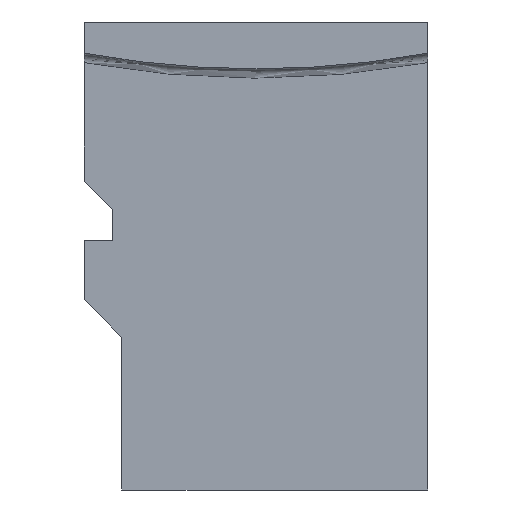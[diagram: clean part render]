
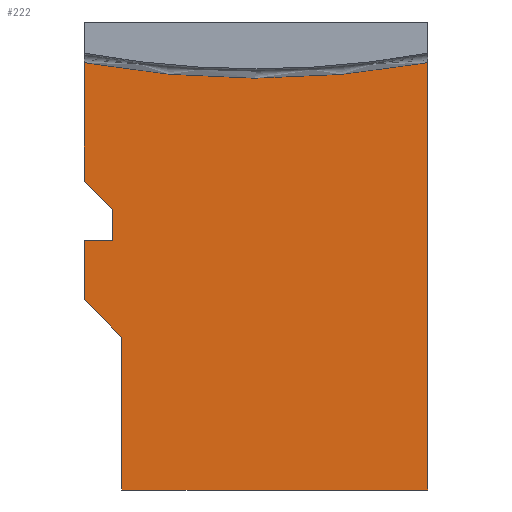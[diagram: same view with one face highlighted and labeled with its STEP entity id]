
A CAD part, front view. The second image highlights one B-rep face of the part: STEP entity #222.
In plain terms, the highlighted planar face has unit normal (0, -1, 0).
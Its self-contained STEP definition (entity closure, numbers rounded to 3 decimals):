
#8 = VECTOR ( 'NONE', #174, 1000. ) ;
#14 = FACE_OUTER_BOUND ( 'NONE', #278, .T. ) ;
#17 = CARTESIAN_POINT ( 'NONE',  ( 2.737, 0., 5.822 ) ) ;
#24 = VECTOR ( 'NONE', #130, 1000. ) ;
#28 = CARTESIAN_POINT ( 'NONE',  ( -1.152, 0., 5.72 ) ) ;
#31 = CARTESIAN_POINT ( 'NONE',  ( -5.5, 0., -1.4 ) ) ;
#44 = VECTOR ( 'NONE', #379, 1000. ) ;
#50 = VECTOR ( 'NONE', #65, 1000. ) ;
#51 = LINE ( 'NONE', #465, #371 ) ;
#55 = B_SPLINE_CURVE_WITH_KNOTS ( 'NONE', 3,
 ( #525, #353, #79, #165, #309, #28, #481, #343, #255, #391, #118, #84, #528, #432, #301, #306, #214, #350, #572, #396, #74, #167, #483, #254, #215, #302, #574, #532, #552, #287, #246, #510, #380, #508, #112, #558, #290, #17, #241, #110, #420, #153 ),
 .UNSPECIFIED., .F., .F.,
 ( 4, 2, 2, 1, 1, 1, 1, 1, 1, 1, 2, 2, 2, 2, 2, 1, 1, 1, 1, 2, 2, 2, 1, 1, 1, 2, 2, 4 ),
 ( 0., 0.25, 0.375, 0.438, 0.469, 0.484, 0.492, 0.496, 0.498, 0.499, 0.5, 0.5, 0.563, 0.594, 0.609, 0.617, 0.621, 0.623, 0.624, 0.625, 0.625, 0.688, 0.719, 0.734, 0.742, 0.746, 0.75, 1. ),
 .UNSPECIFIED. ) ;
#56 = ORIENTED_EDGE ( 'NONE', *, *, #261, .F. ) ;
#59 = CARTESIAN_POINT ( 'NONE',  ( -4.3, 0., -2.6 ) ) ;
#65 = DIRECTION ( 'NONE',  ( -0.707, 0., 0.707 ) ) ;
#74 = CARTESIAN_POINT ( 'NONE',  ( 0.891, 0., 5.713 ) ) ;
#78 = CARTESIAN_POINT ( 'NONE',  ( 0.094, 0., 0.5 ) ) ;
#79 = CARTESIAN_POINT ( 'NONE',  ( -3.679, 0., 5.907 ) ) ;
#82 = VERTEX_POINT ( 'NONE', #327 ) ;
#84 = CARTESIAN_POINT ( 'NONE',  ( -0.025, 0., 5.7 ) ) ;
#90 = VERTEX_POINT ( 'NONE', #444 ) ;
#97 = ORIENTED_EDGE ( 'NONE', *, *, #328, .F. ) ;
#105 = EDGE_CURVE ( 'NONE', #268, #90, #397, .T. ) ;
#110 = CARTESIAN_POINT ( 'NONE',  ( 3.679, 0., 5.906 ) ) ;
#112 = CARTESIAN_POINT ( 'NONE',  ( 2.587, 0., 5.808 ) ) ;
#113 = VECTOR ( 'NONE', #571, 1000. ) ;
#115 = EDGE_CURVE ( 'NONE', #548, #325, #530, .T. ) ;
#118 = CARTESIAN_POINT ( 'NONE',  ( -0.05, 0., 5.7 ) ) ;
#124 = CARTESIAN_POINT ( 'NONE',  ( -5.5, 0., 2.4 ) ) ;
#130 = DIRECTION ( 'NONE',  ( 0., 0., 1. ) ) ;
#135 = AXIS2_PLACEMENT_3D ( 'NONE', #417, #235, #335 ) ;
#143 = VERTEX_POINT ( 'NONE', #341 ) ;
#147 = CARTESIAN_POINT ( 'NONE',  ( -5.5, 0., 0.5 ) ) ;
#153 = CARTESIAN_POINT ( 'NONE',  ( 5.5, 0., 6.195 ) ) ;
#154 = CARTESIAN_POINT ( 'NONE',  ( -4.6, 0., 1.5 ) ) ;
#157 = CARTESIAN_POINT ( 'NONE',  ( -5.5, 0., -1.4 ) ) ;
#165 = CARTESIAN_POINT ( 'NONE',  ( -2.302, 0., 5.782 ) ) ;
#167 = CARTESIAN_POINT ( 'NONE',  ( 0.98, 0., 5.715 ) ) ;
#174 = DIRECTION ( 'NONE',  ( -1., 0., 0. ) ) ;
#180 = EDGE_CURVE ( 'NONE', #90, #374, #387, .T. ) ;
#189 = EDGE_CURVE ( 'NONE', #447, #250, #258, .T. ) ;
#195 = PLANE ( 'NONE',  #135 ) ;
#196 = CARTESIAN_POINT ( 'NONE',  ( -5.5, 0., 6.195 ) ) ;
#202 = VECTOR ( 'NONE', #395, 1000. ) ;
#207 = CARTESIAN_POINT ( 'NONE',  ( -4.3, 0., -7.5 ) ) ;
#214 = CARTESIAN_POINT ( 'NONE',  ( 0.026, 0., 5.7 ) ) ;
#215 = CARTESIAN_POINT ( 'NONE',  ( 1.29, 0., 5.727 ) ) ;
#220 = ORIENTED_EDGE ( 'NONE', *, *, #472, .F. ) ;
#222 = ADVANCED_FACE ( 'NONE', ( #14 ), #195, .F. ) ;
#227 = ORIENTED_EDGE ( 'NONE', *, *, #234, .F. ) ;
#234 = EDGE_CURVE ( 'NONE', #82, #143, #51, .T. ) ;
#235 = DIRECTION ( 'NONE',  ( 0., 1., 0. ) ) ;
#241 = CARTESIAN_POINT ( 'NONE',  ( 2.747, 0., 5.822 ) ) ;
#243 = LINE ( 'NONE', #59, #44 ) ;
#246 = CARTESIAN_POINT ( 'NONE',  ( 1.648, 0., 5.743 ) ) ;
#250 = VERTEX_POINT ( 'NONE', #507 ) ;
#252 = DIRECTION ( 'NONE',  ( 0., 0., 1. ) ) ;
#254 = CARTESIAN_POINT ( 'NONE',  ( 1.199, 0., 5.723 ) ) ;
#255 = CARTESIAN_POINT ( 'NONE',  ( -0.202, 0., 5.7 ) ) ;
#258 = LINE ( 'NONE', #430, #113 ) ;
#261 = EDGE_CURVE ( 'NONE', #250, #346, #243, .T. ) ;
#268 = VERTEX_POINT ( 'NONE', #147 ) ;
#278 = EDGE_LOOP ( 'NONE', ( #97, #470, #410, #331, #56, #457, #220, #227, #348, #399 ) ) ;
#285 = DIRECTION ( 'NONE',  ( 0., 0., -1. ) ) ;
#287 = CARTESIAN_POINT ( 'NONE',  ( 1.381, 0., 5.731 ) ) ;
#290 = CARTESIAN_POINT ( 'NONE',  ( 2.712, 0., 5.819 ) ) ;
#294 = EDGE_CURVE ( 'NONE', #325, #82, #55, .T. ) ;
#301 = CARTESIAN_POINT ( 'NONE',  ( -0.004, 0., 5.7 ) ) ;
#302 = CARTESIAN_POINT ( 'NONE',  ( 1.336, 0., 5.729 ) ) ;
#306 = CARTESIAN_POINT ( 'NONE',  ( 0., 0., 5.7 ) ) ;
#309 = CARTESIAN_POINT ( 'NONE',  ( -1.842, 0., 5.751 ) ) ;
#323 = LINE ( 'NONE', #154, #50 ) ;
#325 = VERTEX_POINT ( 'NONE', #196 ) ;
#327 = CARTESIAN_POINT ( 'NONE',  ( 5.5, 0., 6.195 ) ) ;
#328 = EDGE_CURVE ( 'NONE', #374, #548, #323, .T. ) ;
#331 = ORIENTED_EDGE ( 'NONE', *, *, #575, .F. ) ;
#335 = DIRECTION ( 'NONE',  ( 1., 0., 0. ) ) ;
#341 = CARTESIAN_POINT ( 'NONE',  ( 5.5, 0., -7.5 ) ) ;
#343 = CARTESIAN_POINT ( 'NONE',  ( -0.403, 0., 5.702 ) ) ;
#346 = VERTEX_POINT ( 'NONE', #157 ) ;
#348 = ORIENTED_EDGE ( 'NONE', *, *, #294, .F. ) ;
#350 = CARTESIAN_POINT ( 'NONE',  ( 0.155, 0., 5.7 ) ) ;
#352 = CARTESIAN_POINT ( 'NONE',  ( -4.6, 0., 0.175 ) ) ;
#353 = CARTESIAN_POINT ( 'NONE',  ( -4.593, 0., 6.03 ) ) ;
#371 = VECTOR ( 'NONE', #285, 1000. ) ;
#374 = VERTEX_POINT ( 'NONE', #561 ) ;
#379 = DIRECTION ( 'NONE',  ( -0.707, 0., 0.707 ) ) ;
#380 = CARTESIAN_POINT ( 'NONE',  ( 2.239, 0., 5.781 ) ) ;
#387 = LINE ( 'NONE', #352, #24 ) ;
#391 = CARTESIAN_POINT ( 'NONE',  ( -0.101, 0., 5.7 ) ) ;
#395 = DIRECTION ( 'NONE',  ( 0., 0., 1. ) ) ;
#396 = CARTESIAN_POINT ( 'NONE',  ( 0.641, 0., 5.706 ) ) ;
#397 = LINE ( 'NONE', #78, #413 ) ;
#399 = ORIENTED_EDGE ( 'NONE', *, *, #115, .F. ) ;
#410 = ORIENTED_EDGE ( 'NONE', *, *, #105, .F. ) ;
#413 = VECTOR ( 'NONE', #439, 1000. ) ;
#417 = CARTESIAN_POINT ( 'NONE',  ( 0.094, 0., 0.175 ) ) ;
#420 = CARTESIAN_POINT ( 'NONE',  ( 4.593, 0., 6.03 ) ) ;
#430 = CARTESIAN_POINT ( 'NONE',  ( -4.3, 0., -7.5 ) ) ;
#432 = CARTESIAN_POINT ( 'NONE',  ( -0.007, 0., 5.7 ) ) ;
#439 = DIRECTION ( 'NONE',  ( 1., 0., 0. ) ) ;
#443 = CARTESIAN_POINT ( 'NONE',  ( 5.5, 0., -7.5 ) ) ;
#444 = CARTESIAN_POINT ( 'NONE',  ( -4.6, 0., 0.5 ) ) ;
#447 = VERTEX_POINT ( 'NONE', #207 ) ;
#457 = ORIENTED_EDGE ( 'NONE', *, *, #189, .F. ) ;
#465 = CARTESIAN_POINT ( 'NONE',  ( 5.5, 0., 7.5 ) ) ;
#470 = ORIENTED_EDGE ( 'NONE', *, *, #180, .F. ) ;
#472 = EDGE_CURVE ( 'NONE', #143, #447, #499, .T. ) ;
#481 = CARTESIAN_POINT ( 'NONE',  ( -0.806, 0., 5.709 ) ) ;
#483 = CARTESIAN_POINT ( 'NONE',  ( 1.124, 0., 5.72 ) ) ;
#499 = LINE ( 'NONE', #443, #8 ) ;
#507 = CARTESIAN_POINT ( 'NONE',  ( -4.3, 0., -2.6 ) ) ;
#508 = CARTESIAN_POINT ( 'NONE',  ( 2.405, 0., 5.793 ) ) ;
#510 = CARTESIAN_POINT ( 'NONE',  ( 1.895, 0., 5.757 ) ) ;
#516 = VECTOR ( 'NONE', #252, 1000. ) ;
#525 = CARTESIAN_POINT ( 'NONE',  ( -5.5, 0., 6.195 ) ) ;
#528 = CARTESIAN_POINT ( 'NONE',  ( -0.013, 0., 5.7 ) ) ;
#530 = LINE ( 'NONE', #124, #202 ) ;
#532 = CARTESIAN_POINT ( 'NONE',  ( 1.37, 0., 5.73 ) ) ;
#536 = CARTESIAN_POINT ( 'NONE',  ( -5.5, 0., 2.4 ) ) ;
#548 = VERTEX_POINT ( 'NONE', #536 ) ;
#552 = CARTESIAN_POINT ( 'NONE',  ( 1.376, 0., 5.731 ) ) ;
#558 = CARTESIAN_POINT ( 'NONE',  ( 2.675, 0., 5.816 ) ) ;
#561 = CARTESIAN_POINT ( 'NONE',  ( -4.6, 0., 1.5 ) ) ;
#570 = LINE ( 'NONE', #31, #516 ) ;
#571 = DIRECTION ( 'NONE',  ( 0., 0., 1. ) ) ;
#572 = CARTESIAN_POINT ( 'NONE',  ( 0.5, 0., 5.704 ) ) ;
#574 = CARTESIAN_POINT ( 'NONE',  ( 1.36, 0., 5.73 ) ) ;
#575 = EDGE_CURVE ( 'NONE', #346, #268, #570, .T. ) ;
